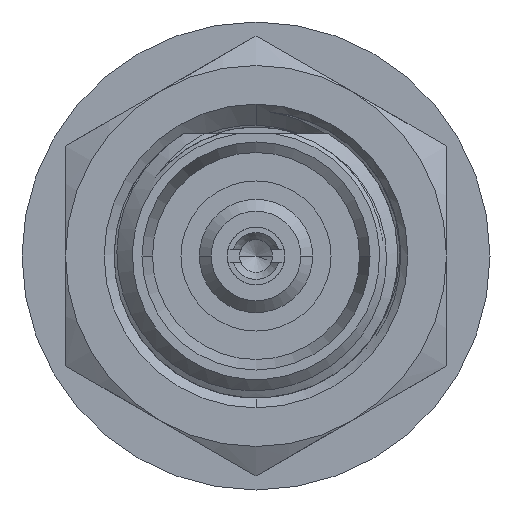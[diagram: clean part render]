
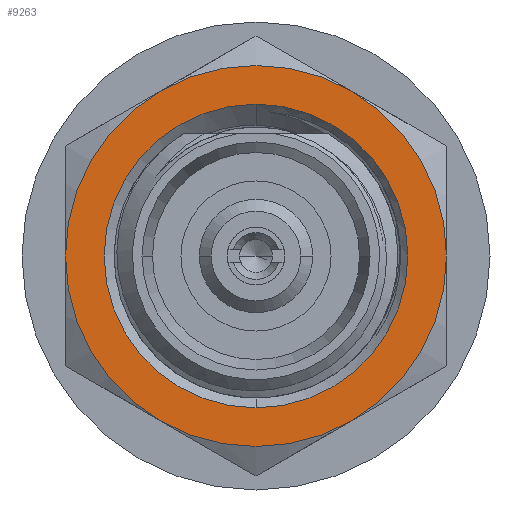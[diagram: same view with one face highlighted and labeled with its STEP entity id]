
A CAD part, left-side view. The second image highlights one B-rep face of the part: STEP entity #9263.
In plain terms, the highlighted planar face has unit normal (-1, 0, 0).
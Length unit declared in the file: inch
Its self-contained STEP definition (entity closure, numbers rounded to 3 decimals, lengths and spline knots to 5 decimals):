
#618=CARTESIAN_POINT('',(0.03155,0.,0.));
#619=DIRECTION('',(-1.,0.,0.));
#620=DIRECTION('',(0.,0.,-1.));
#621=AXIS2_PLACEMENT_3D('',#618,#619,#620);
#692=CARTESIAN_POINT('',(0.03155,0.,0.));
#693=DIRECTION('',(-1.,0.,0.));
#694=DIRECTION('',(0.,0.,1.));
#695=AXIS2_PLACEMENT_3D('',#692,#693,#694);
#709=CARTESIAN_POINT('',(0.03155,0.,0.));
#710=DIRECTION('',(1.,0.,0.));
#711=DIRECTION('',(0.,-0.5,0.866));
#712=AXIS2_PLACEMENT_3D('',#709,#710,#711);
#714=CARTESIAN_POINT('',(0.03155,0.,0.));
#715=DIRECTION('',(1.,0.,0.));
#716=DIRECTION('',(0.,-1.,0.));
#717=AXIS2_PLACEMENT_3D('',#714,#715,#716);
#719=CARTESIAN_POINT('',(0.03155,0.,0.));
#720=DIRECTION('',(1.,0.,0.));
#721=DIRECTION('',(0.,0.5,-0.866));
#722=AXIS2_PLACEMENT_3D('',#719,#720,#721);
#724=CARTESIAN_POINT('',(0.03155,0.,0.));
#725=DIRECTION('',(1.,0.,0.));
#726=DIRECTION('',(0.,1.,0.));
#727=AXIS2_PLACEMENT_3D('',#724,#725,#726);
#729=CARTESIAN_POINT('',(0.03155,0.,0.));
#730=DIRECTION('',(-1.,0.,0.));
#731=DIRECTION('',(0.,-0.5,0.866));
#732=AXIS2_PLACEMENT_3D('',#729,#730,#731);
#6636=CARTESIAN_POINT('',(0.03155,0.,0.));
#6637=DIRECTION('',(-1.,0.,0.));
#6638=DIRECTION('',(0.,0.5,-0.866));
#6639=AXIS2_PLACEMENT_3D('',#6636,#6637,#6638);
#8123=CARTESIAN_POINT('',(0.03155,0.,-0.09965));
#8124=CARTESIAN_POINT('',(0.03155,0.,0.09965));
#8125=VERTEX_POINT('',#8123);
#8126=VERTEX_POINT('',#8124);
#8127=CARTESIAN_POINT('',(0.03155,-0.0625,
0.10825));
#8128=CARTESIAN_POINT('',(0.03155,-0.125,0.));
#8129=VERTEX_POINT('',#8127);
#8130=VERTEX_POINT('',#8128);
#8131=CARTESIAN_POINT('',(0.03155,-0.0625,
-0.10825));
#8132=VERTEX_POINT('',#8131);
#8133=CARTESIAN_POINT('',(0.03155,0.0625,
-0.10825));
#8134=CARTESIAN_POINT('',(0.03155,0.125,0.));
#8135=VERTEX_POINT('',#8133);
#8136=VERTEX_POINT('',#8134);
#8137=CARTESIAN_POINT('',(0.03155,0.0625,
0.10825));
#8138=VERTEX_POINT('',#8137);
#9240=CARTESIAN_POINT('',(0.03155,0.,0.));
#9241=DIRECTION('',(1.,0.,0.));
#9242=DIRECTION('',(0.,0.,-1.));
#9243=AXIS2_PLACEMENT_3D('',#9240,#9241,#9242);
#9244=PLANE('',#9243);
#9246=ORIENTED_EDGE('',*,*,#9245,.F.);
#9248=ORIENTED_EDGE('',*,*,#9247,.T.);
#9250=ORIENTED_EDGE('',*,*,#9249,.T.);
#9252=ORIENTED_EDGE('',*,*,#9251,.F.);
#9254=ORIENTED_EDGE('',*,*,#9253,.T.);
#9256=ORIENTED_EDGE('',*,*,#9255,.T.);
#9257=EDGE_LOOP('',(#9246,#9248,#9250,#9252,#9254,#9256));
#9258=FACE_OUTER_BOUND('',#9257,.F.);
#9259=ORIENTED_EDGE('',*,*,#9229,.T.);
#9260=ORIENTED_EDGE('',*,*,#9199,.T.);
#9261=EDGE_LOOP('',(#9259,#9260));
#9262=FACE_BOUND('',#9261,.F.);
#9263=ADVANCED_FACE('',(#9258,#9262),#9244,.F.);
#622=CIRCLE('',#621,0.09965);
#696=CIRCLE('',#695,0.09965);
#713=CIRCLE('',#712,0.125);
#718=CIRCLE('',#717,0.125);
#723=CIRCLE('',#722,0.125);
#728=CIRCLE('',#727,0.125);
#733=CIRCLE('',#732,0.125);
#6640=CIRCLE('',#6639,0.125);
#9199=EDGE_CURVE('',#8125,#8126,#622,.T.);
#9229=EDGE_CURVE('',#8126,#8125,#696,.T.);
#9245=EDGE_CURVE('',#8129,#8138,#733,.T.);
#9247=EDGE_CURVE('',#8129,#8130,#713,.T.);
#9249=EDGE_CURVE('',#8130,#8132,#718,.T.);
#9251=EDGE_CURVE('',#8135,#8132,#6640,.T.);
#9253=EDGE_CURVE('',#8135,#8136,#723,.T.);
#9255=EDGE_CURVE('',#8136,#8138,#728,.T.);
